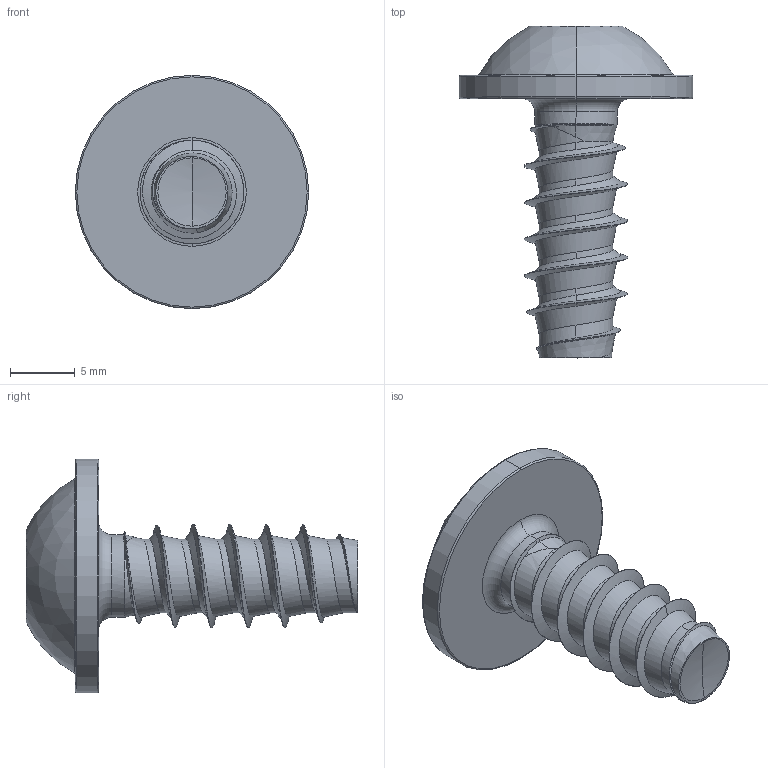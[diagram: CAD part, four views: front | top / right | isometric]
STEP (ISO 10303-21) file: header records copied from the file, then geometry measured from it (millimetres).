
FILE_DESCRIPTION (( 'STEP AP203' ), '1' );
FILE_NAME ('STP380800200.STEP', '2017-08-15T18:25:23', ( '' ), ( '' ), 'SwSTEP 2.0', 'SolidWorks 2015', '' );
FILE_SCHEMA (( 'CONFIG_CONTROL_DESIGN' ));
Length unit declared in the file: millimetre
Products named in the file (1): STP380800200
Bounding box: 18 x 25.6 x 18 mm (x, y, z)
Volume: 1396.7 mm3; surface area: 1279.8 mm2
Topology: 1 solids, 1 shells, 98 faces, 239 edges, 144 vertices
Faces by surface type: cylinder 37, bspline 35, cone 11, torus 8, sphere 4, plane 3
Entity records: 16586 total; most frequent: CARTESIAN_POINT 14556, ORIENTED_EDGE 474, DIRECTION 314, EDGE_CURVE 237, VERTEX_POINT 144, AXIS2_PLACEMENT_3D 131, B_SPLINE_CURVE_WITH_KNOTS 105, EDGE_LOOP 101
